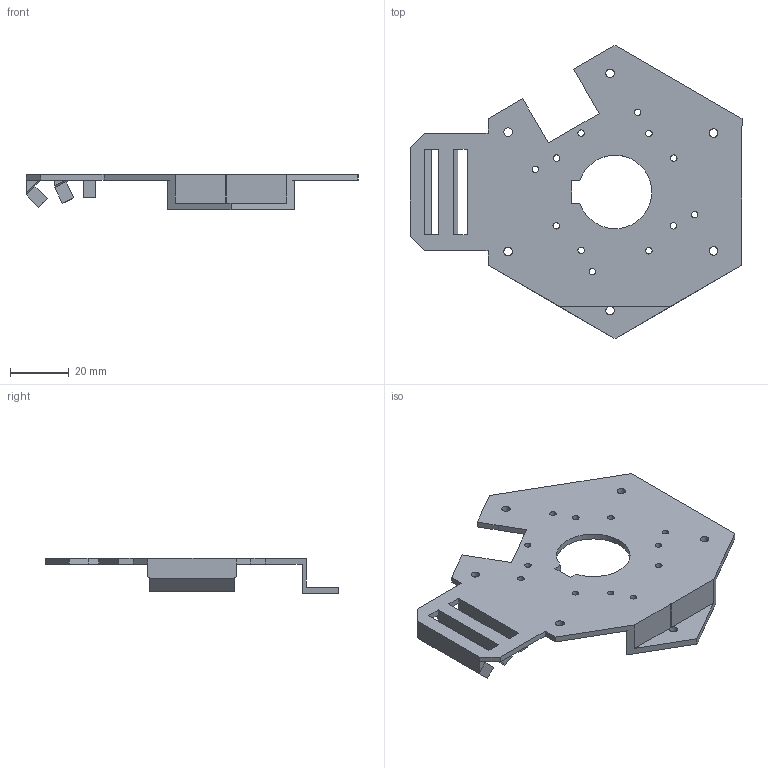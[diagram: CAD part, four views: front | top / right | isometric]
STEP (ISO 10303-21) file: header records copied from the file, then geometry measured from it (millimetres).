
FILE_DESCRIPTION(/* description */ ('STEP AP242','CAx-IF Rec.Pracs.---Representation and Presentation of Product Manufacturing Information (PMI)---4.0---2014-10-13','CAx-IF Rec.Pracs.---3D Tessellated Geometry---0.4---2014-09-14','2;1'),/* implementation_level */ '2;1');
FILE_NAME(/* name */ '6834321a8e60044220b0909c',/* time_stamp */ '2025-05-26T09:19:23Z',/* author */ (''),/* organization */ (''),/* preprocessor_version */ 'ST-DEVELOPER v20',/* originating_system */ 'ONSHAPE BY PTC INC, 1.198',/* authorisation */ ' ');
FILE_SCHEMA (('AP242_MANAGED_MODEL_BASED_3D_ENGINEERING_MIM_LF { 1 0 10303 442 1 1 4 }'));
Length unit declared in the file: metre
Products named in the file (1): Part 1
Bounding box: 112.79 x 99.63 x 12 mm (x, y, z)
Volume: 14967.1 mm3; surface area: 17467.3 mm2
Topology: 1 solids, 1 shells, 106 faces, 292 edges, 188 vertices
Faces by surface type: plane 87, cylinder 19
Full cylindrical faces by diameter (mm): 2.2 x12, 2.89 x1, 2.898 x1, 2.901 x3, 2.907 x1
Entity records: 3322 total; most frequent: CARTESIAN_POINT 567, ORIENTED_EDGE 546, DIRECTION 526, EDGE_CURVE 273, LINE 234, VECTOR 234, VERTEX_POINT 187, EDGE_LOOP 166
